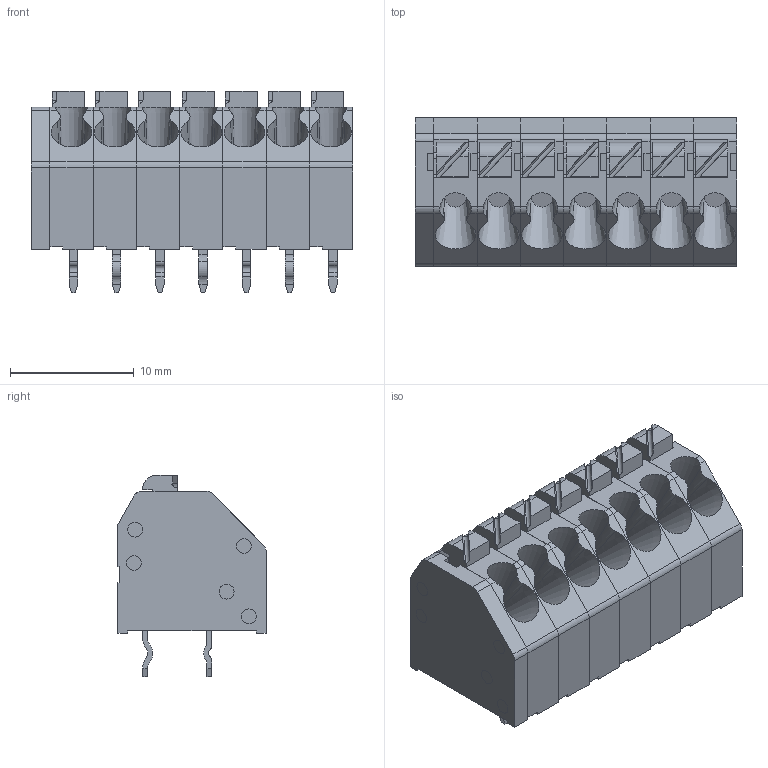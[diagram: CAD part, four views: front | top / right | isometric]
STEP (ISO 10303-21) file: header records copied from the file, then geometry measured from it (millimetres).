
FILE_DESCRIPTION( ( 'Unknown' ), '1' );
FILE_NAME( '691412120007B.stp', 'Unknown', ( 'Unknown' ), ( 'Unknown' ), 'PSStep 17.0.49', 'Unknown', ' ' );
FILE_SCHEMA( ( 'AUTOMOTIVE_DESIGN { 1 0 10303 214 1 1 1 1 }' ) );
Length unit declared in the file: millimetre
Products named in the file (8): 6914121200xx_MODULE_LONG; 6914121200xx_LONG; 6914121200xx_levier; 6914121200xxB; 6914121200xx_MODULE_COURT; 6914121200xx; Assem1; 6914121200xxB_CAPOT
Assembly tree (14 placements, depth 3):
  Assem1
    6914121200xxB_CAPOT
    6914121200xx_MODULE_COURT  x4
      6914121200xx
      6914121200xx_levier
      6914121200xxB
    6914121200xx_MODULE_LONG  x3
      6914121200xx_LONG
      6914121200xx_levier
      6914121200xxB
Bounding box: 26 x 12 x 16.3 mm (x, y, z)
Volume: 2314.4 mm3; surface area: 6149.5 mm2
Topology: 22 solids, 22 shells, 1049 faces, 2786 edges, 1845 vertices
Faces by surface type: plane 768, cylinder 239, bspline 28, cone 14
Full cylindrical faces by diameter (mm): 1.2 x75
Entity records: 8628 total; most frequent: CARTESIAN_POINT 1585, ORIENTED_EDGE 1070, DIRECTION 1061, EDGE_CURVE 535, LINE 405, VECTOR 405, VERTEX_POINT 363, AXIS2_PLACEMENT_3D 328
